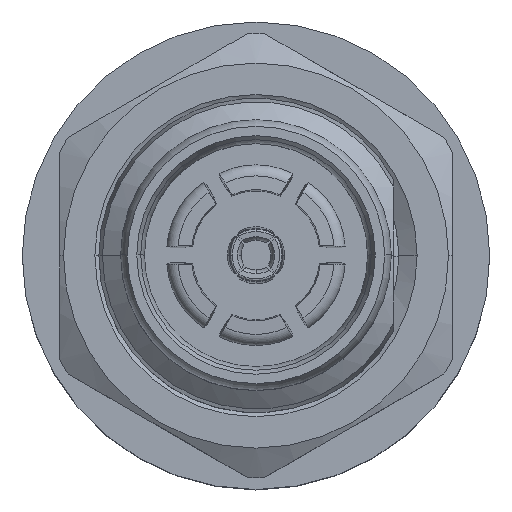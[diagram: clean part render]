
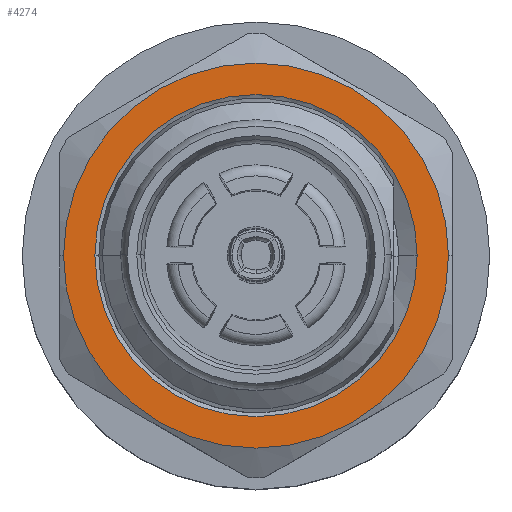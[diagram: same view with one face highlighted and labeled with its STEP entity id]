
A CAD part, top view. The second image highlights one B-rep face of the part: STEP entity #4274.
In plain terms, the highlighted planar face has unit normal (0, 0, 1).
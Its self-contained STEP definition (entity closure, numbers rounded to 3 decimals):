
#183 = PLANE ( 'NONE',  #7822 ) ;
#1216 = DIRECTION ( 'NONE',  ( 1., 0., 0. ) ) ;
#2278 = CARTESIAN_POINT ( 'NONE',  ( 4.9, 0., -9.2 ) ) ;
#2322 = DIRECTION ( 'NONE',  ( 0., 0., -1. ) ) ;
#2406 = CARTESIAN_POINT ( 'NONE',  ( 0., 0., -9.2 ) ) ;
#2625 = CIRCLE ( 'NONE', #4650, 4.9 ) ;
#2999 = DIRECTION ( 'NONE',  ( 1., 0., 0. ) ) ;
#3002 = AXIS2_PLACEMENT_3D ( 'NONE', #13422, #11131, #2999 ) ;
#3243 = FACE_BOUND ( 'NONE', #6654, .T. ) ;
#3476 = CARTESIAN_POINT ( 'NONE',  ( 0., 4.1, -9.2 ) ) ;
#3682 = DIRECTION ( 'NONE',  ( 1., 0., 0. ) ) ;
#4246 = ORIENTED_EDGE ( 'NONE', *, *, #9613, .F. ) ;
#4274 = ADVANCED_FACE ( 'NONE', ( #3243, #8849 ), #183, .F. ) ;
#4545 = CARTESIAN_POINT ( 'NONE',  ( 0., 0., -9.2 ) ) ;
#4650 = AXIS2_PLACEMENT_3D ( 'NONE', #2406, #10545, #1216 ) ;
#4756 = CARTESIAN_POINT ( 'NONE',  ( 0., 0., -9.2 ) ) ;
#4889 = CARTESIAN_POINT ( 'NONE',  ( 4.1, 0., -9.2 ) ) ;
#5073 = VERTEX_POINT ( 'NONE', #2278 ) ;
#5827 = AXIS2_PLACEMENT_3D ( 'NONE', #4545, #8091, #14874 ) ;
#6017 = ORIENTED_EDGE ( 'NONE', *, *, #8807, .T. ) ;
#6654 = EDGE_LOOP ( 'NONE', ( #13552, #4246 ) ) ;
#7135 = DIRECTION ( 'NONE',  ( -1., 0., 0. ) ) ;
#7561 = ORIENTED_EDGE ( 'NONE', *, *, #8421, .T. ) ;
#7822 = AXIS2_PLACEMENT_3D ( 'NONE', #3476, #2322, #7135 ) ;
#8091 = DIRECTION ( 'NONE',  ( 0., 0., 1. ) ) ;
#8421 = EDGE_CURVE ( 'NONE', #9970, #5073, #2625, .T. ) ;
#8807 = EDGE_CURVE ( 'NONE', #5073, #9970, #11314, .T. ) ;
#8849 = FACE_OUTER_BOUND ( 'NONE', #13908, .T. ) ;
#9456 = DIRECTION ( 'NONE',  ( 0., 0., 1. ) ) ;
#9566 = AXIS2_PLACEMENT_3D ( 'NONE', #4756, #9456, #3682 ) ;
#9613 = EDGE_CURVE ( 'NONE', #10845, #11226, #14141, .T. ) ;
#9970 = VERTEX_POINT ( 'NONE', #14401 ) ;
#10545 = DIRECTION ( 'NONE',  ( 0., 0., 1. ) ) ;
#10845 = VERTEX_POINT ( 'NONE', #11637 ) ;
#11088 = CIRCLE ( 'NONE', #9566, 4.1 ) ;
#11131 = DIRECTION ( 'NONE',  ( 0., 0., 1. ) ) ;
#11226 = VERTEX_POINT ( 'NONE', #4889 ) ;
#11314 = CIRCLE ( 'NONE', #5827, 4.9 ) ;
#11637 = CARTESIAN_POINT ( 'NONE',  ( -4.1, 0., -9.2 ) ) ;
#13096 = EDGE_CURVE ( 'NONE', #11226, #10845, #11088, .T. ) ;
#13422 = CARTESIAN_POINT ( 'NONE',  ( 0., 0., -9.2 ) ) ;
#13552 = ORIENTED_EDGE ( 'NONE', *, *, #13096, .F. ) ;
#13908 = EDGE_LOOP ( 'NONE', ( #7561, #6017 ) ) ;
#14141 = CIRCLE ( 'NONE', #3002, 4.1 ) ;
#14401 = CARTESIAN_POINT ( 'NONE',  ( -4.9, 0., -9.2 ) ) ;
#14874 = DIRECTION ( 'NONE',  ( 1., 0., 0. ) ) ;
